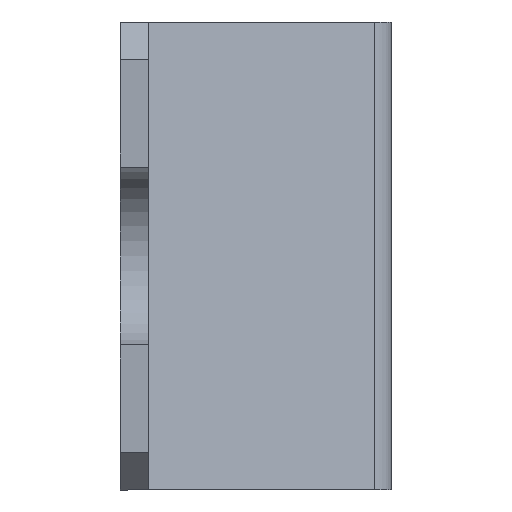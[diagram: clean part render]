
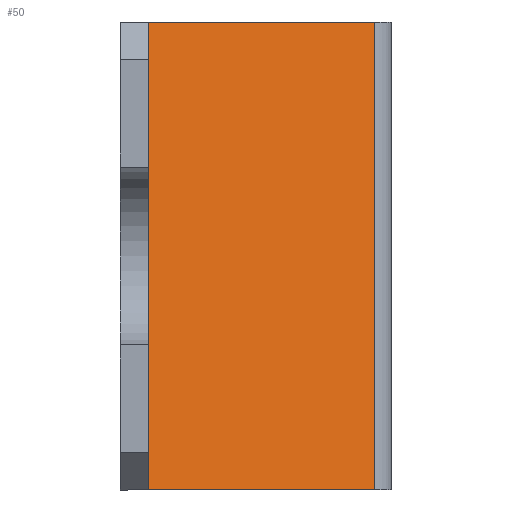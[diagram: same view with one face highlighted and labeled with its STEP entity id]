
A CAD part, left-side view. The second image highlights one B-rep face of the part: STEP entity #50.
In plain terms, the highlighted planar face has unit normal (-0.921, -0.39, 0).
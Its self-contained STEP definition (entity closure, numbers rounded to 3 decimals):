
#14 = EDGE_CURVE ( 'NONE', #46, #15, #296, .T. ) ;
#15 = VERTEX_POINT ( 'NONE', #292 ) ;
#22 = EDGE_LOOP ( 'NONE', ( #51, #45, #204, #201 ) ) ;
#25 = EDGE_CURVE ( 'NONE', #47, #46, #206, .T. ) ;
#45 = ORIENTED_EDGE ( 'NONE', *, *, #91, .F. ) ;
#46 = VERTEX_POINT ( 'NONE', #340 ) ;
#47 = VERTEX_POINT ( 'NONE', #339 ) ;
#50 = ADVANCED_FACE ( 'NONE', ( #368 ), #366, .F. ) ;
#51 = ORIENTED_EDGE ( 'NONE', *, *, #14, .T. ) ;
#83 = EDGE_CURVE ( 'NONE', #47, #250, #410, .T. ) ;
#91 = EDGE_CURVE ( 'NONE', #250, #15, #635, .T. ) ;
#201 = ORIENTED_EDGE ( 'NONE', *, *, #25, .T. ) ;
#204 = ORIENTED_EDGE ( 'NONE', *, *, #83, .F. ) ;
#206 = LINE ( 'NONE', #288, #287 ) ;
#250 = VERTEX_POINT ( 'NONE', #685 ) ;
#286 = DIRECTION ( 'NONE',  ( 0., 0., -1. ) ) ;
#287 = VECTOR ( 'NONE', #286, 1000. ) ;
#288 = CARTESIAN_POINT ( 'NONE',  ( 33.5, -3., 25. ) ) ;
#292 = CARTESIAN_POINT ( 'NONE',  ( 43.738, -27.17, -25. ) ) ;
#293 = DIRECTION ( 'NONE',  ( 0.39, -0.921, 0. ) ) ;
#294 = VECTOR ( 'NONE', #293, 1000. ) ;
#295 = CARTESIAN_POINT ( 'NONE',  ( 33.5, -3., -25. ) ) ;
#296 = LINE ( 'NONE', #295, #294 ) ;
#339 = CARTESIAN_POINT ( 'NONE',  ( 33.5, -3., 25. ) ) ;
#340 = CARTESIAN_POINT ( 'NONE',  ( 33.5, -3., -25. ) ) ;
#362 = DIRECTION ( 'NONE',  ( -0.39, 0.921, 0. ) ) ;
#363 = DIRECTION ( 'NONE',  ( 0.921, 0.39, 0. ) ) ;
#364 = CARTESIAN_POINT ( 'NONE',  ( 33.5, -3., 25. ) ) ;
#365 = AXIS2_PLACEMENT_3D ( 'NONE', #364, #363, #362 ) ;
#366 = PLANE ( 'NONE',  #365 ) ;
#368 = FACE_OUTER_BOUND ( 'NONE', #22, .T. ) ;
#407 = DIRECTION ( 'NONE',  ( 0.39, -0.921, 0. ) ) ;
#408 = VECTOR ( 'NONE', #407, 1000. ) ;
#409 = CARTESIAN_POINT ( 'NONE',  ( 33.5, -3., 25. ) ) ;
#410 = LINE ( 'NONE', #409, #408 ) ;
#415 = VECTOR ( 'NONE', #491, 1000. ) ;
#491 = DIRECTION ( 'NONE',  ( 0., 0., -1. ) ) ;
#634 = CARTESIAN_POINT ( 'NONE',  ( 43.738, -27.17, 25. ) ) ;
#635 = LINE ( 'NONE', #634, #415 ) ;
#685 = CARTESIAN_POINT ( 'NONE',  ( 43.738, -27.17, 25. ) ) ;
